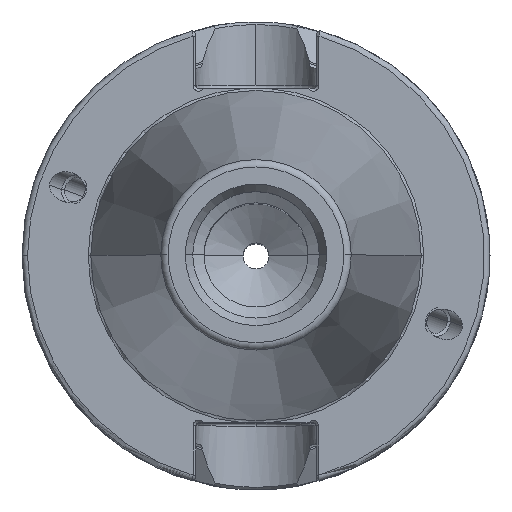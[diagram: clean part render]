
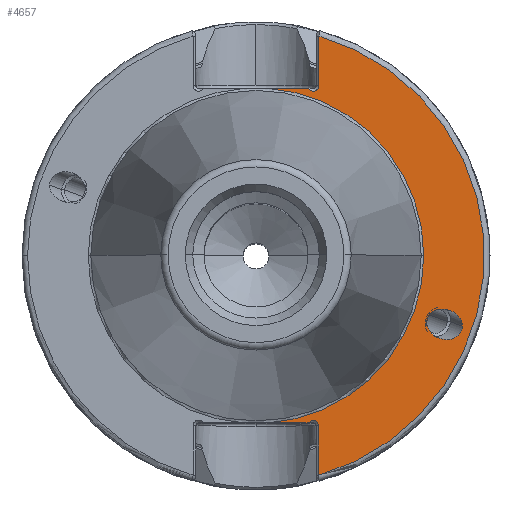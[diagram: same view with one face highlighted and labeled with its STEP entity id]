
A CAD part, top view. The second image highlights one B-rep face of the part: STEP entity #4657.
In plain terms, the highlighted planar face has unit normal (0, 0, 1).
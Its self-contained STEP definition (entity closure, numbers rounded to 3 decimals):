
#96 =( BOUNDED_CURVE ( )  B_SPLINE_CURVE ( 3, ( #3671, #4767, #3073, #3043 ),
 .UNSPECIFIED., .F., .F. ) 
 B_SPLINE_CURVE_WITH_KNOTS ( ( 4, 4 ),
 ( 2.852, 5.993 ),
 .UNSPECIFIED. ) 
 CURVE ( )  GEOMETRIC_REPRESENTATION_ITEM ( )  RATIONAL_B_SPLINE_CURVE ( ( 1., 0.333, 0.333, 1. ) ) 
 REPRESENTATION_ITEM ( '' )  );
#250 = CARTESIAN_POINT ( 'NONE',  ( 0., -22.5, -2. ) ) ;
#346 = AXIS2_PLACEMENT_3D ( 'NONE', #825, #511, #366 ) ;
#366 = DIRECTION ( 'NONE',  ( -1., 0., 0. ) ) ;
#415 = ORIENTED_EDGE ( 'NONE', *, *, #5496, .F. ) ;
#478 = FACE_OUTER_BOUND ( 'NONE', #1096, .T. ) ;
#501 = ORIENTED_EDGE ( 'NONE', *, *, #3090, .T. ) ;
#511 = DIRECTION ( 'NONE',  ( 0., 0., 1. ) ) ;
#513 = VERTEX_POINT ( 'NONE', #3638 ) ;
#720 = CARTESIAN_POINT ( 'NONE',  ( 22.563, 0., -2. ) ) ;
#804 = DIRECTION ( 'NONE',  ( -1., 0., 0. ) ) ;
#825 = CARTESIAN_POINT ( 'NONE',  ( 0., 0., -2. ) ) ;
#838 = CARTESIAN_POINT ( 'NONE',  ( 8.417, -29.55, -2. ) ) ;
#877 = CARTESIAN_POINT ( 'NONE',  ( 8.417, 31.475, -2. ) ) ;
#880 = AXIS2_PLACEMENT_3D ( 'NONE', #6891, #6875, #4782 ) ;
#1004 = ORIENTED_EDGE ( 'NONE', *, *, #3370, .T. ) ;
#1059 = CARTESIAN_POINT ( 'NONE',  ( 27.766, -13.577, -2. ) ) ;
#1095 = CARTESIAN_POINT ( 'NONE',  ( 22.978, -8.971, -2. ) ) ;
#1096 = EDGE_LOOP ( 'NONE', ( #5130, #1443, #1168, #4958, #2953, #1004, #415, #4038, #501 ) ) ;
#1168 = ORIENTED_EDGE ( 'NONE', *, *, #5872, .T. ) ;
#1180 = CARTESIAN_POINT ( 'NONE',  ( 27.766, -9.498, -2. ) ) ;
#1214 = CARTESIAN_POINT ( 'NONE',  ( 22.978, -13.051, -2. ) ) ;
#1258 = VERTEX_POINT ( 'NONE', #838 ) ;
#1296 = VERTEX_POINT ( 'NONE', #720 ) ;
#1441 = AXIS2_PLACEMENT_3D ( 'NONE', #3652, #3568, #3542 ) ;
#1443 = ORIENTED_EDGE ( 'NONE', *, *, #3398, .T. ) ;
#1490 = DIRECTION ( 'NONE',  ( -1., 0., 0. ) ) ;
#1634 = AXIS2_PLACEMENT_3D ( 'NONE', #1920, #1877, #1490 ) ;
#1826 = VERTEX_POINT ( 'NONE', #2702 ) ;
#1877 = DIRECTION ( 'NONE',  ( 0., 0., -1. ) ) ;
#1885 = CARTESIAN_POINT ( 'NONE',  ( 7.133, -22.5, -2. ) ) ;
#1920 = CARTESIAN_POINT ( 'NONE',  ( 7.72, -22.875, -2. ) ) ;
#1944 = VERTEX_POINT ( 'NONE', #2618 ) ;
#1965 = DIRECTION ( 'NONE',  ( 0., -1., 0. ) ) ;
#2090 = CARTESIAN_POINT ( 'NONE',  ( 7.07, 22.5, -2. ) ) ;
#2618 = CARTESIAN_POINT ( 'NONE',  ( 8.47, 29.534, -2. ) ) ;
#2702 = CARTESIAN_POINT ( 'NONE',  ( 8.417, -22.875, -2. ) ) ;
#2718 = VERTEX_POINT ( 'NONE', #3641 ) ;
#2815 = DIRECTION ( 'NONE',  ( 1., 0., 0. ) ) ;
#2953 = ORIENTED_EDGE ( 'NONE', *, *, #3389, .T. ) ;
#2954 = CARTESIAN_POINT ( 'NONE',  ( 0., 22.5, -2. ) ) ;
#3015 = EDGE_CURVE ( 'NONE', #513, #1296, #3572, .T. ) ;
#3043 = CARTESIAN_POINT ( 'NONE',  ( 27.766, -9.498, -2. ) ) ;
#3073 = CARTESIAN_POINT ( 'NONE',  ( 27.766, -5.419, -2. ) ) ;
#3086 = DIRECTION ( 'NONE',  ( 0., -1., 0. ) ) ;
#3090 = EDGE_CURVE ( 'NONE', #1296, #4133, #4420, .T. ) ;
#3370 = EDGE_CURVE ( 'NONE', #6966, #5163, #5629, .T. ) ;
#3389 = EDGE_CURVE ( 'NONE', #1944, #6966, #5142, .T. ) ;
#3398 = EDGE_CURVE ( 'NONE', #6564, #1826, #5229, .T. ) ;
#3460 = EDGE_CURVE ( 'NONE', #6564, #4133, #4587, .T. ) ;
#3542 = DIRECTION ( 'NONE',  ( -1., 0., 0. ) ) ;
#3568 = DIRECTION ( 'NONE',  ( 0., 0., -1. ) ) ;
#3572 = CIRCLE ( 'NONE', #5222, 22.563 ) ;
#3638 = CARTESIAN_POINT ( 'NONE',  ( 1.684, 22.5, -2. ) ) ;
#3641 = CARTESIAN_POINT ( 'NONE',  ( 22.978, -8.971, -2. ) ) ;
#3652 = CARTESIAN_POINT ( 'NONE',  ( 7.72, 22.875, -2. ) ) ;
#3671 = CARTESIAN_POINT ( 'NONE',  ( 22.978, -8.971, -2. ) ) ;
#3679 = CARTESIAN_POINT ( 'NONE',  ( 8.47, 22.875, -2. ) ) ;
#4038 = ORIENTED_EDGE ( 'NONE', *, *, #3015, .T. ) ;
#4099 = VERTEX_POINT ( 'NONE', #6178 ) ;
#4133 = VERTEX_POINT ( 'NONE', #6433 ) ;
#4201 = EDGE_LOOP ( 'NONE', ( #6670, #6973 ) ) ;
#4420 = CIRCLE ( 'NONE', #5682, 22.563 ) ;
#4527 = CARTESIAN_POINT ( 'NONE',  ( 0., 0., -2. ) ) ;
#4551 = DIRECTION ( 'NONE',  ( 0., 0., -1. ) ) ;
#4587 = LINE ( 'NONE', #250, #4778 ) ;
#4618 = DIRECTION ( 'NONE',  ( -1., 0., 0. ) ) ;
#4657 = ADVANCED_FACE ( 'NONE', ( #7465, #478 ), #6731, .F. ) ;
#4767 = CARTESIAN_POINT ( 'NONE',  ( 22.978, -4.892, -2. ) ) ;
#4778 = VECTOR ( 'NONE', #804, 1000. ) ;
#4782 = DIRECTION ( 'NONE',  ( -1., 0., 0. ) ) ;
#4908 = EDGE_CURVE ( 'NONE', #4099, #2718, #5119, .T. ) ;
#4958 = ORIENTED_EDGE ( 'NONE', *, *, #6324, .T. ) ;
#5043 = VECTOR ( 'NONE', #3086, 1000. ) ;
#5119 =( BOUNDED_CURVE ( )  B_SPLINE_CURVE ( 3, ( #1180, #1059, #1214, #1095 ),
 .UNSPECIFIED., .F., .F. ) 
 B_SPLINE_CURVE_WITH_KNOTS ( ( 4, 4 ),
 ( 5.993, 9.135 ),
 .UNSPECIFIED. ) 
 CURVE ( )  GEOMETRIC_REPRESENTATION_ITEM ( )  RATIONAL_B_SPLINE_CURVE ( ( 1., 0.333, 0.333, 1. ) ) 
 REPRESENTATION_ITEM ( '' )  );
#5130 = ORIENTED_EDGE ( 'NONE', *, *, #3460, .F. ) ;
#5142 = LINE ( 'NONE', #3679, #5043 ) ;
#5163 = VERTEX_POINT ( 'NONE', #2090 ) ;
#5222 = AXIS2_PLACEMENT_3D ( 'NONE', #4527, #4551, #4618 ) ;
#5229 = CIRCLE ( 'NONE', #1634, 0.697 ) ;
#5496 = EDGE_CURVE ( 'NONE', #513, #5163, #7096, .T. ) ;
#5629 = CIRCLE ( 'NONE', #1441, 0.75 ) ;
#5670 = CIRCLE ( 'NONE', #346, 30.725 ) ;
#5682 = AXIS2_PLACEMENT_3D ( 'NONE', #6845, #6873, #6897 ) ;
#5833 = EDGE_CURVE ( 'NONE', #2718, #4099, #96, .T. ) ;
#5872 = EDGE_CURVE ( 'NONE', #1826, #1258, #6408, .T. ) ;
#6178 = CARTESIAN_POINT ( 'NONE',  ( 27.766, -9.498, -2. ) ) ;
#6324 = EDGE_CURVE ( 'NONE', #1258, #1944, #5670, .T. ) ;
#6393 = VECTOR ( 'NONE', #1965, 1000. ) ;
#6408 = LINE ( 'NONE', #877, #6393 ) ;
#6433 = CARTESIAN_POINT ( 'NONE',  ( 1.684, -22.5, -2. ) ) ;
#6564 = VERTEX_POINT ( 'NONE', #1885 ) ;
#6670 = ORIENTED_EDGE ( 'NONE', *, *, #4908, .T. ) ;
#6731 = PLANE ( 'NONE',  #880 ) ;
#6753 = CARTESIAN_POINT ( 'NONE',  ( 8.47, 22.875, -2. ) ) ;
#6845 = CARTESIAN_POINT ( 'NONE',  ( 0., 0., -2. ) ) ;
#6873 = DIRECTION ( 'NONE',  ( 0., 0., -1. ) ) ;
#6875 = DIRECTION ( 'NONE',  ( 0., 0., -1. ) ) ;
#6891 = CARTESIAN_POINT ( 'NONE',  ( 0., 31.475, -2. ) ) ;
#6897 = DIRECTION ( 'NONE',  ( -1., 0., 0. ) ) ;
#6966 = VERTEX_POINT ( 'NONE', #6753 ) ;
#6973 = ORIENTED_EDGE ( 'NONE', *, *, #5833, .T. ) ;
#7078 = VECTOR ( 'NONE', #2815, 1000. ) ;
#7096 = LINE ( 'NONE', #2954, #7078 ) ;
#7465 = FACE_BOUND ( 'NONE', #4201, .T. ) ;
